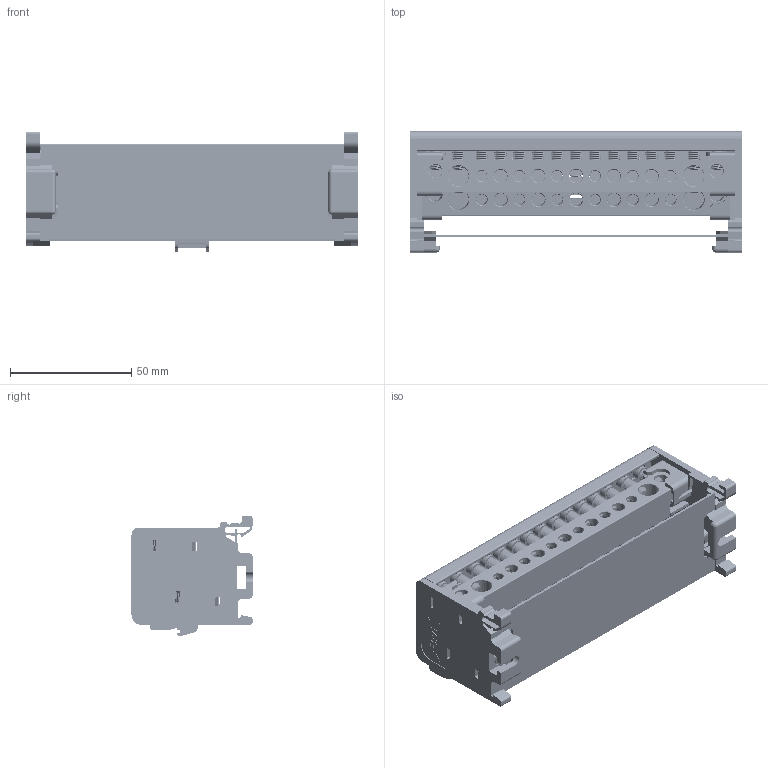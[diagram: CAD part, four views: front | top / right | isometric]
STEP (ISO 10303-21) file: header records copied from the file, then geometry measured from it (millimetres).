
FILE_DESCRIPTION (( 'STEP AP203' ), '1' );
FILE_NAME ('QM210015C.STEP', '2025-09-24T16:39:34', ( '' ), ( '' ), 'SwSTEP 2.0', 'SolidWorks 2022', '' );
FILE_SCHEMA (( 'CONFIG_CONTROL_DESIGN' ));
Length unit declared in the file: millimetre
Products named in the file (10): SS9915; SABAR10015; QM210015C; SG9906SX_con logo grande; SC210015_SC9906; SG9906_15CON; SG9906_DX_senza logo; SABUS10015; SP9906_SP9906; SAVTCR510G
Assembly tree (25 placements, depth 3):
  QM210015C
    SG9906_15CON
      SG9906SX_con logo grande
    SS9915  x2
    SABAR10015  x2
      SABUS10015
      SAVTCR510G
    SP9906_SP9906
    SC210015_SC9906
    SG9906_DX_senza logo
Bounding box: 137.1 x 50 x 49.82 mm (x, y, z)
Volume: 62096.1 mm3; surface area: 83069.6 mm2
Topology: 38 solids, 38 shells, 2890 faces, 7948 edges, 5144 vertices
Faces by surface type: plane 1181, cylinder 1174, bspline 291, cone 240, sphere 4
Entity records: 36523 total; most frequent: CARTESIAN_POINT 9418, ORIENTED_EDGE 5582, DIRECTION 5027, EDGE_CURVE 2791, LINE 1957, VECTOR 1957, VERTEX_POINT 1798, AXIS2_PLACEMENT_3D 1535
